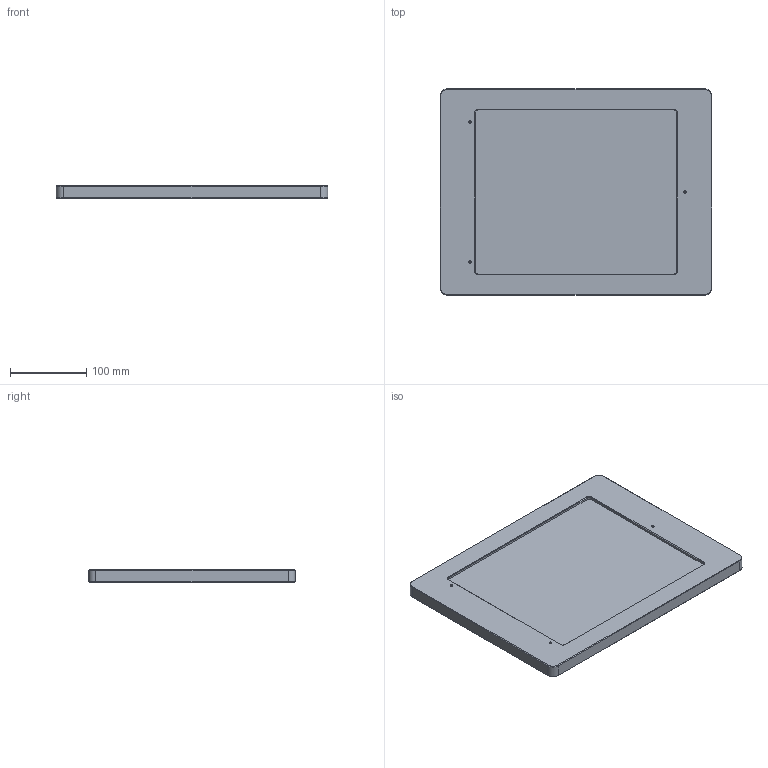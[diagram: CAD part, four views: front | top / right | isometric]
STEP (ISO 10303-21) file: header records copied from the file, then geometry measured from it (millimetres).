
FILE_DESCRIPTION(/* description */ (''),/* implementation_level */ '2;1');
FILE_NAME(/* name */ 'VB_VESA_PRO_HBC.stp',/* time_stamp */ '2019-08-29T14:01:31-04:00',/* author */ ('NickC'),/* organization */ (''),/* preprocessor_version */ 'ST-DEVELOPER v17',/* originating_system */ 'Autodesk Inventor 2019',/* authorisation */ '');
FILE_SCHEMA (('AUTOMOTIVE_DESIGN { 1 0 10303 214 3 1 1 }'));
Length unit declared in the file: inch
Products named in the file (1): Part1
Bounding box: 356.5 x 271.4 x 16.88 mm (x, y, z)
Volume: 1415823.8 mm3; surface area: 218728.1 mm2
Topology: 1 solids, 8 shells, 812 faces, 2070 edges, 1364 vertices
Faces by surface type: plane 520, cone 121, cylinder 115, bspline 56
Full cylindrical faces by diameter (mm): 2.438 x28, 3.251 x4, 3.306 x18, 4.166 x11, 4.496 x9, 38.1 x1
Entity records: 28767 total; most frequent: CARTESIAN_POINT 9062, ORIENTED_EDGE 4140, DIRECTION 3600, EDGE_CURVE 2070, VERTEX_POINT 1364, LINE 1360, VECTOR 1360, AXIS2_PLACEMENT_3D 1120
